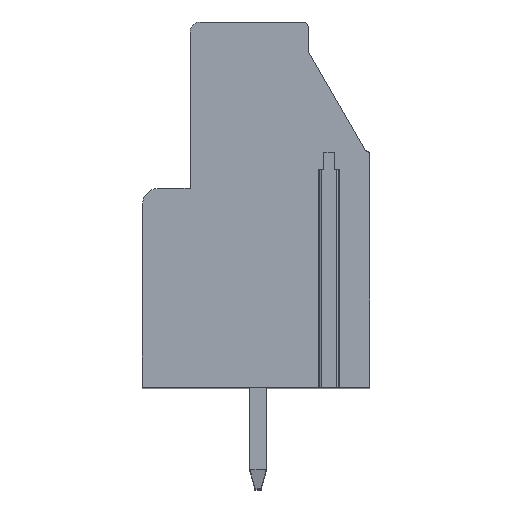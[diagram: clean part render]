
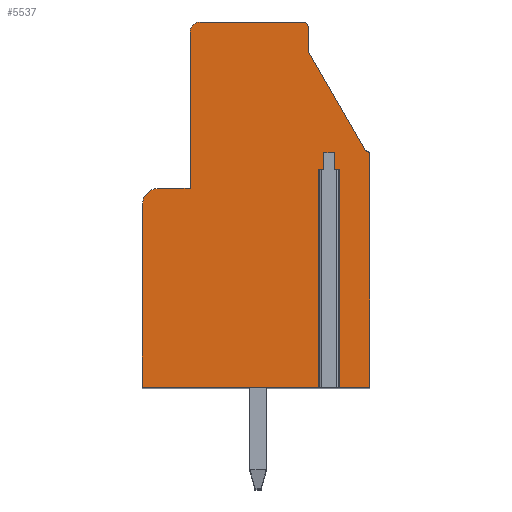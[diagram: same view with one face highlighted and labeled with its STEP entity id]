
A CAD part, top view. The second image highlights one B-rep face of the part: STEP entity #5537.
In plain terms, the highlighted planar face has unit normal (0, 0, 1).
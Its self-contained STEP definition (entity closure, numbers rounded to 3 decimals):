
#1747=DIRECTION('',(-1.,0.,0.));
#1748=VECTOR('',#1747,0.5);
#1749=CARTESIAN_POINT('',(3.85,2.55,3.81));
#1750=LINE('',#1749,#1748);
#1751=DIRECTION('',(0.,1.,0.));
#1752=VECTOR('',#1751,0.8);
#1753=CARTESIAN_POINT('',(3.35,1.75,3.81));
#1754=LINE('',#1753,#1752);
#1755=DIRECTION('',(0.,1.,0.));
#1756=VECTOR('',#1755,10.75);
#1757=CARTESIAN_POINT('',(3.35,-9.,3.81));
#1758=LINE('',#1757,#1756);
#1759=DIRECTION('',(1.,0.,0.));
#1760=VECTOR('',#1759,8.95);
#1761=CARTESIAN_POINT('',(-5.6,-9.,3.81));
#1762=LINE('',#1761,#1760);
#1763=DIRECTION('',(0.,-1.,0.));
#1764=VECTOR('',#1763,9.);
#1765=CARTESIAN_POINT('',(-5.6,0.,3.81));
#1766=LINE('',#1765,#1764);
#1767=CARTESIAN_POINT('',(-4.8,0.,3.81));
#1768=DIRECTION('',(0.,0.,1.));
#1769=DIRECTION('',(0.,1.,0.));
#1770=AXIS2_PLACEMENT_3D('',#1767,#1768,#1769);
#1772=DIRECTION('',(-1.,0.,0.));
#1773=VECTOR('',#1772,1.55);
#1774=CARTESIAN_POINT('',(-3.25,0.8,3.81));
#1775=LINE('',#1774,#1773);
#1776=DIRECTION('',(0.,-1.,0.));
#1777=VECTOR('',#1776,7.7);
#1778=CARTESIAN_POINT('',(-3.25,8.5,3.81));
#1779=LINE('',#1778,#1777);
#1780=CARTESIAN_POINT('',(-2.75,8.5,3.81));
#1781=DIRECTION('',(0.,0.,1.));
#1782=DIRECTION('',(0.,1.,0.));
#1783=AXIS2_PLACEMENT_3D('',#1780,#1781,#1782);
#1785=DIRECTION('',(-1.,0.,0.));
#1786=VECTOR('',#1785,5.05);
#1787=CARTESIAN_POINT('',(2.3,9.,3.81));
#1788=LINE('',#1787,#1786);
#1789=CARTESIAN_POINT('',(2.3,8.7,3.81));
#1790=DIRECTION('',(0.,0.,1.));
#1791=DIRECTION('',(1.,0.,0.));
#1792=AXIS2_PLACEMENT_3D('',#1789,#1790,#1791);
#1794=DIRECTION('',(0.,1.,0.));
#1795=VECTOR('',#1794,1.2);
#1796=CARTESIAN_POINT('',(2.6,7.5,3.81));
#1797=LINE('',#1796,#1795);
#1798=DIRECTION('',(-0.5,0.866,0.));
#1799=VECTOR('',#1798,5.6);
#1800=CARTESIAN_POINT('',(5.4,2.65,3.81));
#1801=LINE('',#1800,#1799);
#1802=CARTESIAN_POINT('',(5.4,2.45,3.81));
#1803=DIRECTION('',(0.,0.,1.));
#1804=DIRECTION('',(1.,0.,0.));
#1805=AXIS2_PLACEMENT_3D('',#1802,#1803,#1804);
#1807=DIRECTION('',(0.,1.,0.));
#1808=VECTOR('',#1807,11.45);
#1809=CARTESIAN_POINT('',(5.6,-9.,3.81));
#1810=LINE('',#1809,#1808);
#1811=DIRECTION('',(1.,0.,0.));
#1812=VECTOR('',#1811,1.75);
#1813=CARTESIAN_POINT('',(3.85,-9.,3.81));
#1814=LINE('',#1813,#1812);
#1815=DIRECTION('',(0.,1.,0.));
#1816=VECTOR('',#1815,10.75);
#1817=CARTESIAN_POINT('',(3.85,-9.,3.81));
#1818=LINE('',#1817,#1816);
#1819=DIRECTION('',(0.,1.,0.));
#1820=VECTOR('',#1819,0.8);
#1821=CARTESIAN_POINT('',(3.85,1.75,3.81));
#1822=LINE('',#1821,#1820);
#2645=CARTESIAN_POINT('',(5.6,-9.,3.81));
#2646=CARTESIAN_POINT('',(5.6,2.45,3.81));
#2647=VERTEX_POINT('',#2645);
#2648=VERTEX_POINT('',#2646);
#2649=CARTESIAN_POINT('',(5.4,2.65,3.81));
#2650=VERTEX_POINT('',#2649);
#2651=CARTESIAN_POINT('',(2.6,7.5,3.81));
#2652=VERTEX_POINT('',#2651);
#2654=CARTESIAN_POINT('',(-5.6,-9.,3.81));
#2656=VERTEX_POINT('',#2654);
#2673=CARTESIAN_POINT('',(3.35,-9.,3.81));
#2674=VERTEX_POINT('',#2673);
#2675=CARTESIAN_POINT('',(3.85,-9.,3.81));
#2676=VERTEX_POINT('',#2675);
#2846=CARTESIAN_POINT('',(-3.25,0.8,3.81));
#2848=VERTEX_POINT('',#2846);
#2853=CARTESIAN_POINT('',(-4.8,0.8,3.81));
#2854=VERTEX_POINT('',#2853);
#2855=CARTESIAN_POINT('',(-5.6,0.,3.81));
#2856=VERTEX_POINT('',#2855);
#2861=CARTESIAN_POINT('',(-2.75,9.,3.81));
#2862=VERTEX_POINT('',#2861);
#2863=CARTESIAN_POINT('',(-3.25,8.5,3.81));
#2864=VERTEX_POINT('',#2863);
#2869=CARTESIAN_POINT('',(2.6,8.7,3.81));
#2870=VERTEX_POINT('',#2869);
#2871=CARTESIAN_POINT('',(2.3,9.,3.81));
#2872=VERTEX_POINT('',#2871);
#2877=CARTESIAN_POINT('',(3.85,2.55,3.81));
#2878=CARTESIAN_POINT('',(3.35,2.55,3.81));
#2879=VERTEX_POINT('',#2877);
#2880=VERTEX_POINT('',#2878);
#2881=CARTESIAN_POINT('',(3.35,1.75,3.81));
#2882=VERTEX_POINT('',#2881);
#2883=CARTESIAN_POINT('',(3.85,1.75,3.81));
#2884=VERTEX_POINT('',#2883);
#5507=CARTESIAN_POINT('',(0.,0.,3.81));
#5508=DIRECTION('',(0.,0.,1.));
#5509=DIRECTION('',(1.,0.,0.));
#5510=AXIS2_PLACEMENT_3D('',#5507,#5508,#5509);
#5511=PLANE('',#5510);
#5513=ORIENTED_EDGE('',*,*,#5512,.T.);
#5515=ORIENTED_EDGE('',*,*,#5514,.F.);
#5517=ORIENTED_EDGE('',*,*,#5516,.F.);
#5518=ORIENTED_EDGE('',*,*,#5324,.F.);
#5519=ORIENTED_EDGE('',*,*,#5500,.F.);
#5520=ORIENTED_EDGE('',*,*,#3369,.F.);
#5521=ORIENTED_EDGE('',*,*,#3385,.F.);
#5522=ORIENTED_EDGE('',*,*,#3397,.F.);
#5523=ORIENTED_EDGE('',*,*,#3412,.F.);
#5524=ORIENTED_EDGE('',*,*,#3427,.F.);
#5525=ORIENTED_EDGE('',*,*,#5192,.F.);
#5526=ORIENTED_EDGE('',*,*,#5207,.F.);
#5527=ORIENTED_EDGE('',*,*,#5220,.F.);
#5528=ORIENTED_EDGE('',*,*,#5234,.F.);
#5529=ORIENTED_EDGE('',*,*,#5248,.F.);
#5530=ORIENTED_EDGE('',*,*,#5336,.F.);
#5532=ORIENTED_EDGE('',*,*,#5531,.T.);
#5534=ORIENTED_EDGE('',*,*,#5533,.T.);
#5535=EDGE_LOOP('',(#5513,#5515,#5517,#5518,#5519,#5520,#5521,#5522,#5523,#5524,
#5525,#5526,#5527,#5528,#5529,#5530,#5532,#5534));
#5536=FACE_OUTER_BOUND('',#5535,.F.);
#1771=CIRCLE('',#1770,0.8);
#1784=CIRCLE('',#1783,0.5);
#1793=CIRCLE('',#1792,0.3);
#1806=CIRCLE('',#1805,0.2);
#3369=EDGE_CURVE('',#2854,#2856,#1771,.T.);
#3385=EDGE_CURVE('',#2848,#2854,#1775,.T.);
#3397=EDGE_CURVE('',#2864,#2848,#1779,.T.);
#3412=EDGE_CURVE('',#2862,#2864,#1784,.T.);
#3427=EDGE_CURVE('',#2872,#2862,#1788,.T.);
#5192=EDGE_CURVE('',#2870,#2872,#1793,.T.);
#5207=EDGE_CURVE('',#2652,#2870,#1797,.T.);
#5220=EDGE_CURVE('',#2650,#2652,#1801,.T.);
#5234=EDGE_CURVE('',#2648,#2650,#1806,.T.);
#5248=EDGE_CURVE('',#2647,#2648,#1810,.T.);
#5324=EDGE_CURVE('',#2656,#2674,#1762,.T.);
#5336=EDGE_CURVE('',#2676,#2647,#1814,.T.);
#5500=EDGE_CURVE('',#2856,#2656,#1766,.T.);
#5512=EDGE_CURVE('',#2879,#2880,#1750,.T.);
#5514=EDGE_CURVE('',#2882,#2880,#1754,.T.);
#5516=EDGE_CURVE('',#2674,#2882,#1758,.T.);
#5531=EDGE_CURVE('',#2676,#2884,#1818,.T.);
#5533=EDGE_CURVE('',#2884,#2879,#1822,.T.);
#5537=ADVANCED_FACE('',(#5536),#5511,.T.);
